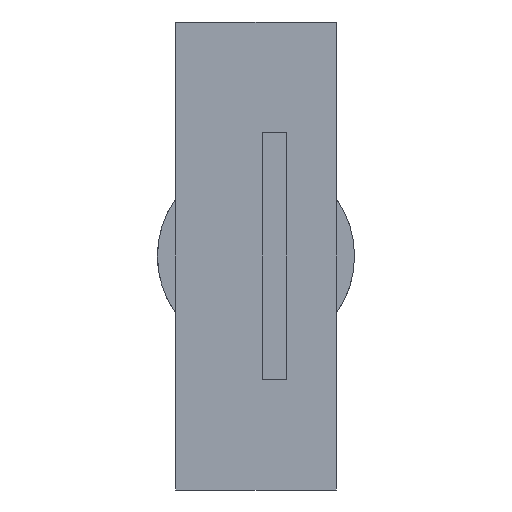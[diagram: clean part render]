
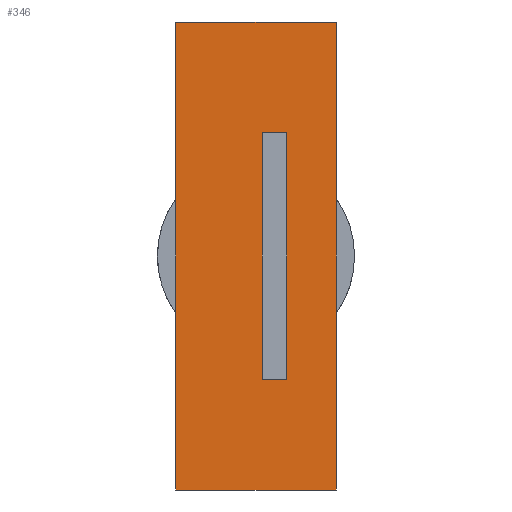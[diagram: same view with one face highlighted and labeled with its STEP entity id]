
A CAD part, front view. The second image highlights one B-rep face of the part: STEP entity #346.
In plain terms, the highlighted planar face has unit normal (0, -1, 0).
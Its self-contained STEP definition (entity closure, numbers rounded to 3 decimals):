
#33=FACE_BOUND($,#87,.T.);
#65=FACE_OUTER_BOUND($,#86,.T.);
#86=EDGE_LOOP($,(#286,#287,#288,#289));
#87=EDGE_LOOP($,(#290,#291,#292,#293));
#96=LINE($,#484,#139);
#100=LINE($,#492,#143);
#103=LINE($,#498,#146);
#106=LINE($,#503,#149);
#116=LINE($,#547,#159);
#117=LINE($,#549,#160);
#118=LINE($,#551,#161);
#119=LINE($,#552,#162);
#139=VECTOR($,#385,10.);
#143=VECTOR($,#391,1.);
#146=VECTOR($,#396,10.);
#149=VECTOR($,#401,1.);
#159=VECTOR($,#449,19.);
#160=VECTOR($,#450,6.5);
#161=VECTOR($,#451,19.);
#162=VECTOR($,#452,6.5);
#182=VERTEX_POINT($,#482);
#183=VERTEX_POINT($,#483);
#186=VERTEX_POINT($,#491);
#188=VERTEX_POINT($,#497);
#203=VERTEX_POINT($,#545);
#204=VERTEX_POINT($,#546);
#205=VERTEX_POINT($,#548);
#206=VERTEX_POINT($,#550);
#207=EDGE_CURVE($,#182,#183,#96,.T.);
#211=EDGE_CURVE($,#186,#182,#100,.T.);
#214=EDGE_CURVE($,#188,#186,#103,.T.);
#217=EDGE_CURVE($,#183,#188,#106,.T.);
#236=EDGE_CURVE($,#203,#204,#116,.T.);
#237=EDGE_CURVE($,#204,#205,#117,.T.);
#238=EDGE_CURVE($,#206,#205,#118,.T.);
#239=EDGE_CURVE($,#203,#206,#119,.T.);
#286=ORIENTED_EDGE($,*,*,#236,.T.);
#287=ORIENTED_EDGE($,*,*,#237,.T.);
#288=ORIENTED_EDGE($,*,*,#238,.F.);
#289=ORIENTED_EDGE($,*,*,#239,.F.);
#290=ORIENTED_EDGE($,*,*,#207,.T.);
#291=ORIENTED_EDGE($,*,*,#217,.T.);
#292=ORIENTED_EDGE($,*,*,#214,.T.);
#293=ORIENTED_EDGE($,*,*,#211,.T.);
#328=PLANE($,#376);
#346=ADVANCED_FACE($,(#65,#33),#328,.T.);
#376=AXIS2_PLACEMENT_3D($,#544,#447,#448);
#385=DIRECTION($,(0.,0.,1.));
#391=DIRECTION($,(-1.,0.,0.));
#396=DIRECTION($,(0.,0.,-1.));
#401=DIRECTION($,(1.,0.,0.));
#447=DIRECTION('center_axis',(0.,-1.,0.));
#448=DIRECTION('ref_axis',(0.,0.,-1.));
#449=DIRECTION($,(0.,0.,-1.));
#450=DIRECTION($,(1.,0.,0.));
#451=DIRECTION($,(0.,0.,-1.));
#452=DIRECTION($,(1.,0.,0.));
#482=CARTESIAN_POINT('',(3.5,0.,4.5));
#483=CARTESIAN_POINT('',(3.5,0.,14.5));
#484=CARTESIAN_POINT($,(3.5,0.,11.75));
#491=CARTESIAN_POINT('',(4.5,0.,4.5));
#492=CARTESIAN_POINT($,(2.25,0.,4.5));
#497=CARTESIAN_POINT('',(4.5,0.,14.5));
#498=CARTESIAN_POINT($,(4.5,0.,16.75));
#503=CARTESIAN_POINT($,(1.75,0.,14.5));
#544=CARTESIAN_POINT('Origin',(0.,0.,19.));
#545=CARTESIAN_POINT('',(0.,0.,19.));
#546=CARTESIAN_POINT('',(0.,0.,0.));
#547=CARTESIAN_POINT($,(0.,0.,19.));
#548=CARTESIAN_POINT('',(6.5,0.,0.));
#549=CARTESIAN_POINT($,(0.,0.,0.));
#550=CARTESIAN_POINT('',(6.5,0.,19.));
#551=CARTESIAN_POINT($,(6.5,0.,19.));
#552=CARTESIAN_POINT($,(0.,0.,19.));
